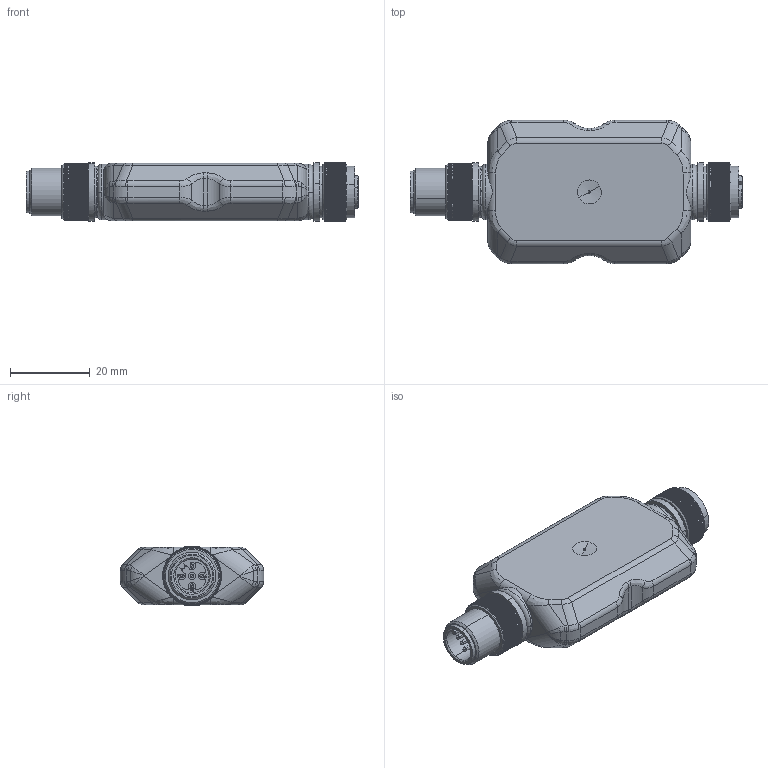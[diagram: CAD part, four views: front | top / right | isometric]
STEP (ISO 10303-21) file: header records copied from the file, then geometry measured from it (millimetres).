
FILE_DESCRIPTION(('CATIA V5 STEP Exchange','CAx-IF Rec.Pracs.--- Model Styling and Organization---1.5--- 2016-08-15','CAx-IF Rec.Pracs.---Supplemental Geometry---1.0---2011-11-01','CAx-IF Rec.Pracs.--- Composite Materials ---1.1---2010-07-15'),'2;1');
FILE_NAME ('032569-3_1', '2025-03-27T06:36:42+00:00', ('none'), ('Weidmueller'), 'CATIA Version 5-6 Release 2022 SP4 HF5', 'CATIA V5 STEP AP214 v3', 'none');
FILE_SCHEMA(('AUTOMOTIVE_DESIGN { 1 0 10303 214 1 1 1 1 }'));
Products named in the file (1): 8771430000
Bounding box: 83.3 x 36 x 15 mm (x, y, z)
Volume: 9805.5 mm3; surface area: 16100.7 mm2
Topology: 2 solids, 3 shells, 2683 faces, 7725 edges, 5027 vertices
Faces by surface type: plane 1401, cylinder 1069, bspline 144, cone 36, sphere 22, torus 11
Entity records: 92290 total; most frequent: CARTESIAN_POINT 28399, ORIENTED_EDGE 15366, DIRECTION 9101, EDGE_CURVE 7683, VERTEX_POINT 5027, AXIS2_PLACEMENT_3D 4048, VECTOR 3298, LINE 3298
